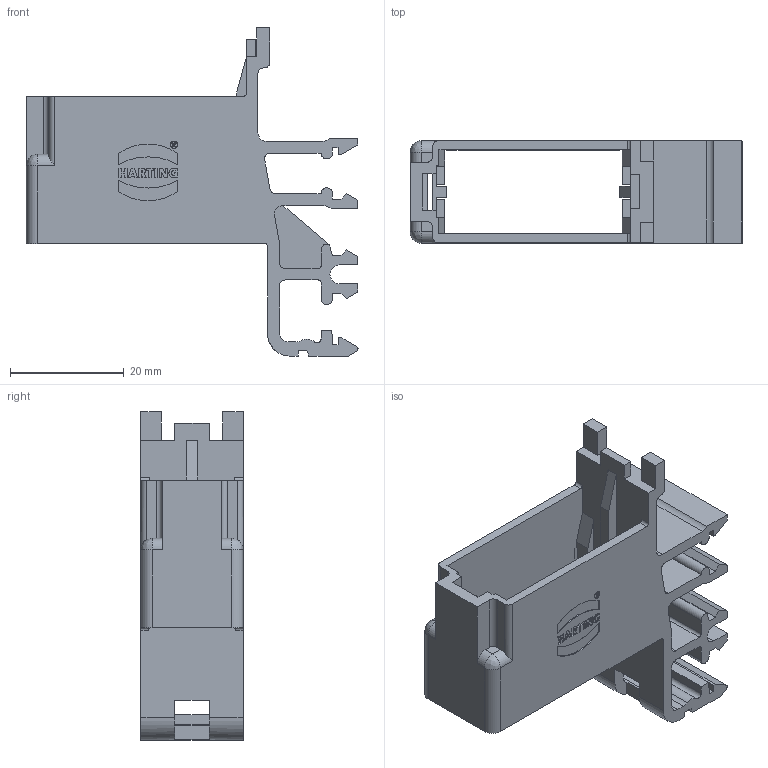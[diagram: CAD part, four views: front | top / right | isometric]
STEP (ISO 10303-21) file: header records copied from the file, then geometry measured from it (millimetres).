
FILE_DESCRIPTION(/* description */ (''),/* implementation_level */ '2;1');
FILE_NAME(/* name */ '100210164ugm000_c.stp',/* time_stamp */ '2019-12-02T09:24:44+01:00',/* author */ (''),/* organization */ (''),/* preprocessor_version */ 'ST-DEVELOPER v16.7',/* originating_system */ 'SIEMENS PLM Software NX 12.0',/* authorisation */ '');
FILE_SCHEMA (('AUTOMOTIVE_DESIGN { 1 0 10303 214 3 1 1 1 }'));
Length unit declared in the file: millimetre
Products named in the file (1): 100210164ugm000_c
Bounding box: 58.4 x 18 x 57.75 mm (x, y, z)
Volume: 9595.6 mm3; surface area: 11958.6 mm2
Topology: 1 solids, 1 shells, 320 faces, 1085 edges, 946 vertices
Faces by surface type: plane 246, cylinder 70, bspline 2, extrusion 2
Full cylindrical faces by diameter (mm): 1.139 x1, 1.346 x1
Entity records: 12826 total; most frequent: CARTESIAN_POINT 2261, DIRECTION 1866, ORIENTED_EDGE 1816, EDGE_CURVE 908, VECTOR 908, LINE 906, VERTEX_POINT 602, AXIS2_PLACEMENT_3D 479
